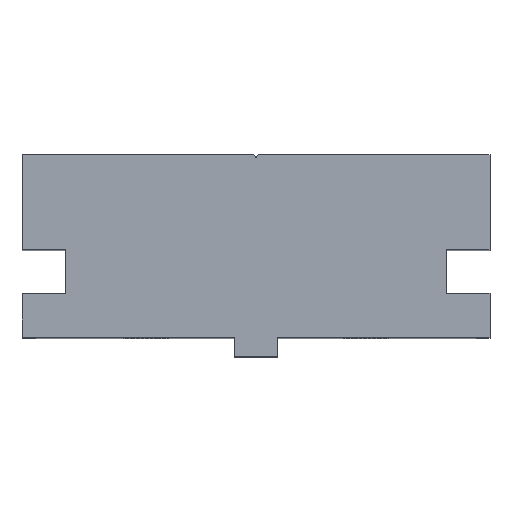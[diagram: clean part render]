
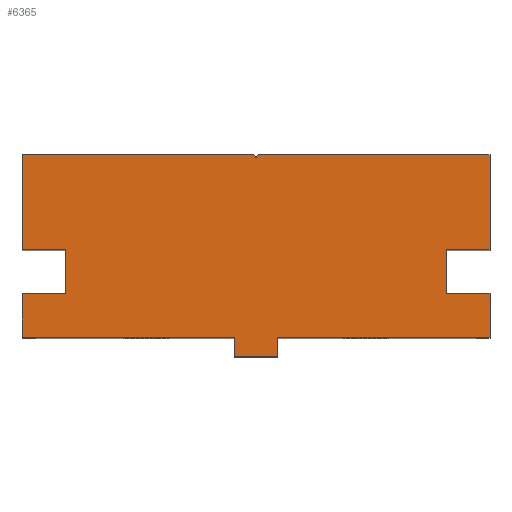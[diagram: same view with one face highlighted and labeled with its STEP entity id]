
A CAD part, top view. The second image highlights one B-rep face of the part: STEP entity #6365.
In plain terms, the highlighted planar face has unit normal (0, 0, 1).
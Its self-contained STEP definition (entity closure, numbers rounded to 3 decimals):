
#1755=DIRECTION('',(0.,-1.,0.));
#1756=VECTOR('',#1755,6.5);
#1757=CARTESIAN_POINT('',(16.,0.,82.5));
#1758=LINE('',#1757,#1756);
#1763=DIRECTION('',(-1.,0.,0.));
#1764=VECTOR('',#1763,3.);
#1765=CARTESIAN_POINT('',(16.,-6.5,82.5));
#1766=LINE('',#1765,#1764);
#1775=DIRECTION('',(0.,-1.,0.));
#1776=VECTOR('',#1775,3.);
#1777=CARTESIAN_POINT('',(13.,-6.5,82.5));
#1778=LINE('',#1777,#1776);
#1783=DIRECTION('',(1.,0.,0.));
#1784=VECTOR('',#1783,3.);
#1785=CARTESIAN_POINT('',(13.,-9.5,82.5));
#1786=LINE('',#1785,#1784);
#1795=DIRECTION('',(0.,-1.,0.));
#1796=VECTOR('',#1795,3.);
#1797=CARTESIAN_POINT('',(16.,-9.5,82.5));
#1798=LINE('',#1797,#1796);
#1803=DIRECTION('',(-0.707,-0.707,0.));
#1804=VECTOR('',#1803,0.226);
#1805=CARTESIAN_POINT('',(0.181,0.,82.5));
#1806=LINE('',#1805,#1804);
#1807=DIRECTION('',(-1.,0.,0.));
#1808=VECTOR('',#1807,15.819);
#1809=CARTESIAN_POINT('',(16.,0.,82.5));
#1810=LINE('',#1809,#1808);
#1811=DIRECTION('',(1.,0.,0.));
#1812=VECTOR('',#1811,14.525);
#1813=CARTESIAN_POINT('',(1.475,-12.5,82.5));
#1814=LINE('',#1813,#1812);
#1815=DIRECTION('',(0.,1.,0.));
#1816=VECTOR('',#1815,1.3);
#1817=CARTESIAN_POINT('',(1.475,-13.8,82.5));
#1818=LINE('',#1817,#1816);
#1819=DIRECTION('',(0.,-1.,0.));
#1820=VECTOR('',#1819,3.);
#1821=CARTESIAN_POINT('',(-16.,-9.5,82.5));
#1822=LINE('',#1821,#1820);
#1823=DIRECTION('',(-1.,0.,0.));
#1824=VECTOR('',#1823,3.);
#1825=CARTESIAN_POINT('',(-13.,-9.5,82.5));
#1826=LINE('',#1825,#1824);
#1827=DIRECTION('',(0.,-1.,0.));
#1828=VECTOR('',#1827,3.);
#1829=CARTESIAN_POINT('',(-13.,-6.5,82.5));
#1830=LINE('',#1829,#1828);
#1831=DIRECTION('',(1.,0.,0.));
#1832=VECTOR('',#1831,3.);
#1833=CARTESIAN_POINT('',(-16.,-6.5,82.5));
#1834=LINE('',#1833,#1832);
#1835=DIRECTION('',(0.,-1.,0.));
#1836=VECTOR('',#1835,6.5);
#1837=CARTESIAN_POINT('',(-16.,0.,82.5));
#1838=LINE('',#1837,#1836);
#1839=DIRECTION('',(-1.,0.,0.));
#1840=VECTOR('',#1839,15.819);
#1841=CARTESIAN_POINT('',(-0.181,0.,82.5));
#1842=LINE('',#1841,#1840);
#1843=DIRECTION('',(-0.707,0.707,0.));
#1844=VECTOR('',#1843,0.226);
#1845=CARTESIAN_POINT('',(-0.021,-0.16,82.5));
#1846=LINE('',#1845,#1844);
#1847=CARTESIAN_POINT('',(0.,-0.139,82.5));
#1848=DIRECTION('',(0.,0.,-1.));
#1849=DIRECTION('',(0.707,-0.707,0.));
#1850=AXIS2_PLACEMENT_3D('',#1847,#1848,#1849);
#1920=DIRECTION('',(-1.,0.,0.));
#1921=VECTOR('',#1920,14.525);
#1922=CARTESIAN_POINT('',(-1.475,-12.5,82.5));
#1923=LINE('',#1922,#1921);
#1962=DIRECTION('',(0.,1.,0.));
#1963=VECTOR('',#1962,1.3);
#1964=CARTESIAN_POINT('',(-1.475,-13.8,82.5));
#1965=LINE('',#1964,#1963);
#1974=DIRECTION('',(-1.,0.,0.));
#1975=VECTOR('',#1974,2.95);
#1976=CARTESIAN_POINT('',(1.475,-13.8,82.5));
#1977=LINE('',#1976,#1975);
#4041=CARTESIAN_POINT('',(-0.181,0.,82.5));
#4042=CARTESIAN_POINT('',(-16.,0.,82.5));
#4043=VERTEX_POINT('',#4041);
#4044=VERTEX_POINT('',#4042);
#4052=CARTESIAN_POINT('',(-16.,-6.5,82.5));
#4054=VERTEX_POINT('',#4052);
#4057=CARTESIAN_POINT('',(-13.,-6.5,82.5));
#4058=VERTEX_POINT('',#4057);
#4061=CARTESIAN_POINT('',(-13.,-9.5,82.5));
#4062=VERTEX_POINT('',#4061);
#4065=CARTESIAN_POINT('',(-16.,-9.5,82.5));
#4066=VERTEX_POINT('',#4065);
#4069=CARTESIAN_POINT('',(-16.,-12.5,82.5));
#4070=VERTEX_POINT('',#4069);
#4097=CARTESIAN_POINT('',(0.181,0.,82.5));
#4098=VERTEX_POINT('',#4097);
#4099=CARTESIAN_POINT('',(16.,0.,82.5));
#4100=VERTEX_POINT('',#4099);
#4101=CARTESIAN_POINT('',(-1.475,-13.8,82.5));
#4102=VERTEX_POINT('',#4101);
#4103=CARTESIAN_POINT('',(-1.475,-12.5,82.5));
#4104=VERTEX_POINT('',#4103);
#4105=CARTESIAN_POINT('',(1.475,-13.8,82.5));
#4106=VERTEX_POINT('',#4105);
#4107=CARTESIAN_POINT('',(1.475,-12.5,82.5));
#4108=VERTEX_POINT('',#4107);
#4111=CARTESIAN_POINT('',(16.,-12.5,82.5));
#4112=VERTEX_POINT('',#4111);
#4115=CARTESIAN_POINT('',(16.,-9.5,82.5));
#4116=VERTEX_POINT('',#4115);
#4119=CARTESIAN_POINT('',(13.,-9.5,82.5));
#4120=VERTEX_POINT('',#4119);
#4123=CARTESIAN_POINT('',(13.,-6.5,82.5));
#4124=VERTEX_POINT('',#4123);
#4127=CARTESIAN_POINT('',(16.,-6.5,82.5));
#4128=VERTEX_POINT('',#4127);
#4129=CARTESIAN_POINT('',(0.021,-0.16,82.5));
#4130=VERTEX_POINT('',#4129);
#4131=CARTESIAN_POINT('',(-0.021,-0.16,82.5));
#4132=VERTEX_POINT('',#4131);
#6325=CARTESIAN_POINT('',(-1.475,-12.5,82.5));
#6326=DIRECTION('',(0.,0.,-1.));
#6327=DIRECTION('',(-1.,0.,0.));
#6328=AXIS2_PLACEMENT_3D('',#6325,#6326,#6327);
#6329=PLANE('',#6328);
#6331=ORIENTED_EDGE('',*,*,#6330,.F.);
#6332=ORIENTED_EDGE('',*,*,#6248,.F.);
#6333=ORIENTED_EDGE('',*,*,#6263,.T.);
#6334=ORIENTED_EDGE('',*,*,#6277,.T.);
#6335=ORIENTED_EDGE('',*,*,#6291,.T.);
#6336=ORIENTED_EDGE('',*,*,#6305,.T.);
#6337=ORIENTED_EDGE('',*,*,#6318,.T.);
#6338=ORIENTED_EDGE('',*,*,#6181,.F.);
#6340=ORIENTED_EDGE('',*,*,#6339,.F.);
#6342=ORIENTED_EDGE('',*,*,#6341,.T.);
#6344=ORIENTED_EDGE('',*,*,#6343,.T.);
#6346=ORIENTED_EDGE('',*,*,#6345,.T.);
#6348=ORIENTED_EDGE('',*,*,#6347,.F.);
#6350=ORIENTED_EDGE('',*,*,#6349,.F.);
#6352=ORIENTED_EDGE('',*,*,#6351,.F.);
#6354=ORIENTED_EDGE('',*,*,#6353,.F.);
#6356=ORIENTED_EDGE('',*,*,#6355,.F.);
#6358=ORIENTED_EDGE('',*,*,#6357,.F.);
#6360=ORIENTED_EDGE('',*,*,#6359,.F.);
#6362=ORIENTED_EDGE('',*,*,#6361,.F.);
#6363=EDGE_LOOP('',(#6331,#6332,#6333,#6334,#6335,#6336,#6337,#6338,#6340,#6342,
#6344,#6346,#6348,#6350,#6352,#6354,#6356,#6358,#6360,#6362));
#6364=FACE_OUTER_BOUND('',#6363,.F.);
#6365=ADVANCED_FACE('',(#6364),#6329,.F.);
#1851=CIRCLE('',#1850,0.03);
#6181=EDGE_CURVE('',#4108,#4112,#1814,.T.);
#6248=EDGE_CURVE('',#4100,#4098,#1810,.T.);
#6263=EDGE_CURVE('',#4100,#4128,#1758,.T.);
#6277=EDGE_CURVE('',#4128,#4124,#1766,.T.);
#6291=EDGE_CURVE('',#4124,#4120,#1778,.T.);
#6305=EDGE_CURVE('',#4120,#4116,#1786,.T.);
#6318=EDGE_CURVE('',#4116,#4112,#1798,.T.);
#6330=EDGE_CURVE('',#4098,#4130,#1806,.T.);
#6339=EDGE_CURVE('',#4106,#4108,#1818,.T.);
#6341=EDGE_CURVE('',#4106,#4102,#1977,.T.);
#6343=EDGE_CURVE('',#4102,#4104,#1965,.T.);
#6345=EDGE_CURVE('',#4104,#4070,#1923,.T.);
#6347=EDGE_CURVE('',#4066,#4070,#1822,.T.);
#6349=EDGE_CURVE('',#4062,#4066,#1826,.T.);
#6351=EDGE_CURVE('',#4058,#4062,#1830,.T.);
#6353=EDGE_CURVE('',#4054,#4058,#1834,.T.);
#6355=EDGE_CURVE('',#4044,#4054,#1838,.T.);
#6357=EDGE_CURVE('',#4043,#4044,#1842,.T.);
#6359=EDGE_CURVE('',#4132,#4043,#1846,.T.);
#6361=EDGE_CURVE('',#4130,#4132,#1851,.T.);
